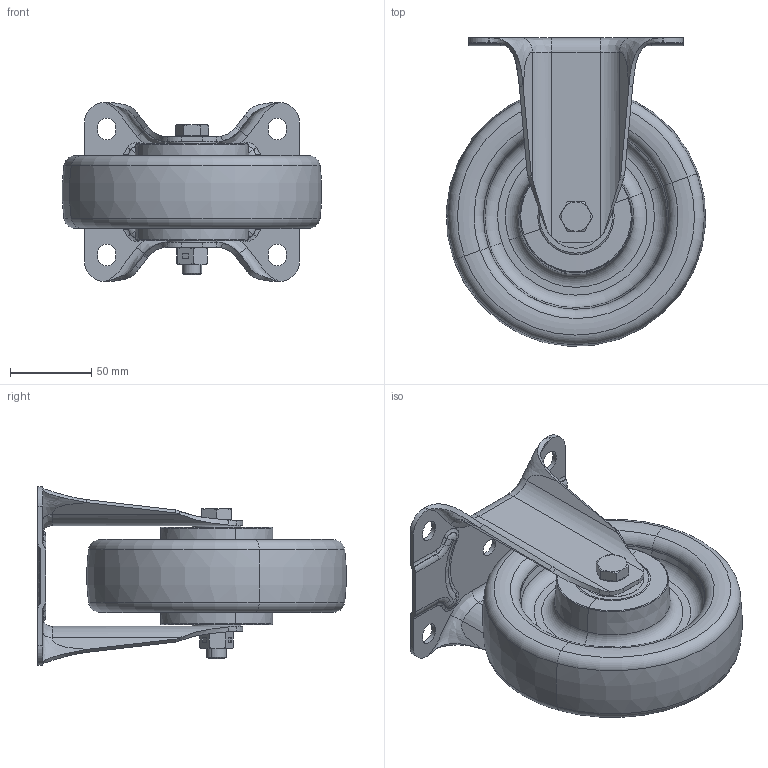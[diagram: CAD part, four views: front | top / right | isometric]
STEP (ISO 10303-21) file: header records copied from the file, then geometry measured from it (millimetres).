
FILE_DESCRIPTION (( 'STEP AP214' ), '1' );
FILE_NAME ('0055939.step', '2023-06-06T07:05:57', ( '' ), ( '' ), 'SwSTEP 2.0', 'SolidWorks 2020', '' );
FILE_SCHEMA (( 'AUTOMOTIVE_DESIGN' ));
Length unit declared in the file: millimetre
Products named in the file (1): 0055939
Bounding box: 159.51 x 189.75 x 110 mm (x, y, z)
Volume: 791272.8 mm3; surface area: 237881.6 mm2
Topology: 18 solids, 18 shells, 611 faces, 1422 edges, 855 vertices
Faces by surface type: plane 170, bspline 148, cylinder 141, torus 100, cone 52
Entity records: 36342 total; most frequent: CARTESIAN_POINT 16078, ORIENTED_EDGE 2844, DIRECTION 2761, EDGE_CURVE 1422, AXIS2_PLACEMENT_3D 1139, VERTEX_POINT 855, CIRCLE 675, EDGE_LOOP 665
